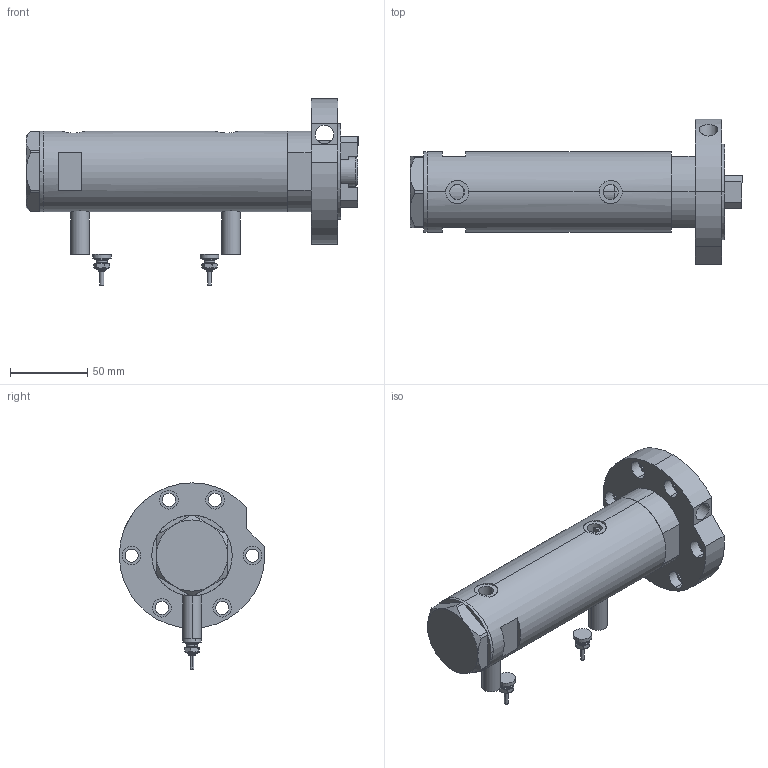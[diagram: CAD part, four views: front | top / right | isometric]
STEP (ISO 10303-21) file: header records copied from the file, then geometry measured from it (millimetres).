
FILE_DESCRIPTION (( 'STEP AP203' ), '1' );
FILE_NAME ('9ec2.STEP', '2024-02-11T15:44:52', ( '' ), ( '' ), 'SwSTEP 2.0', 'SolidWorks 2019', '' );
FILE_SCHEMA (( 'CONFIG_CONTROL_DESIGN' ));
Length unit declared in the file: millimetre
Products named in the file (8): V270CG_VC fd8b7848d0df2f04a98af288167b3278; V270CG_MIDDLE fd8b7848d0df2f04a98af288167b3278; Switch fd8b7848d0df2f04a98af288167b3278; 9ec2; V270CG_RF211D fd8b7848d0df2f04a98af288167b3278; V270CG_RF211E fd8b7848d0df2f04a98af288167b3278; V270CG_FRONT fd8b7848d0df2f04a98af288167b3278; V270CG_BACK fd8b7848d0df2f04a98af288167b3278
Assembly tree (9 placements, depth 2):
  9ec2
    V270CG_MIDDLE fd8b7848d0df2f04a98af288167b3278
    V270CG_BACK fd8b7848d0df2f04a98af288167b3278
    V270CG_FRONT fd8b7848d0df2f04a98af288167b3278
    V270CG_VC fd8b7848d0df2f04a98af288167b3278
    V270CG_RF211D fd8b7848d0df2f04a98af288167b3278  x2
    V270CG_RF211E fd8b7848d0df2f04a98af288167b3278
    Switch fd8b7848d0df2f04a98af288167b3278  x2
Bounding box: 214.6 x 93.96 x 120.4 mm (x, y, z)
Volume: 484844 mm3; surface area: 117197.9 mm2
Topology: 9 solids, 9 shells, 310 faces, 699 edges, 435 vertices
Faces by surface type: plane 128, cylinder 118, cone 40, torus 24
Entity records: 8660 total; most frequent: CARTESIAN_POINT 2105, DIRECTION 1267, ORIENTED_EDGE 1110, EDGE_CURVE 555, AXIS2_PLACEMENT_3D 524, VERTEX_POINT 347, EDGE_LOOP 296, CIRCLE 268
